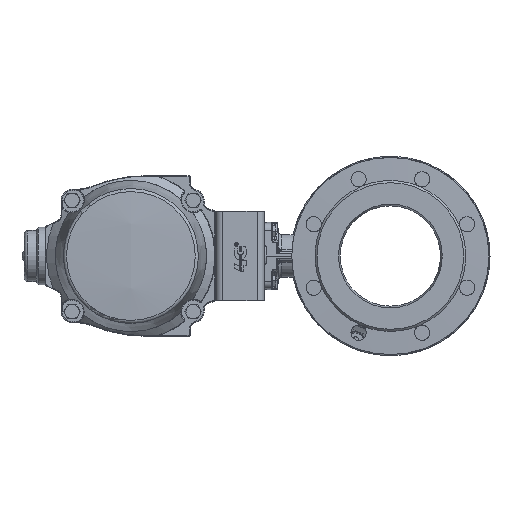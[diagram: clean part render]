
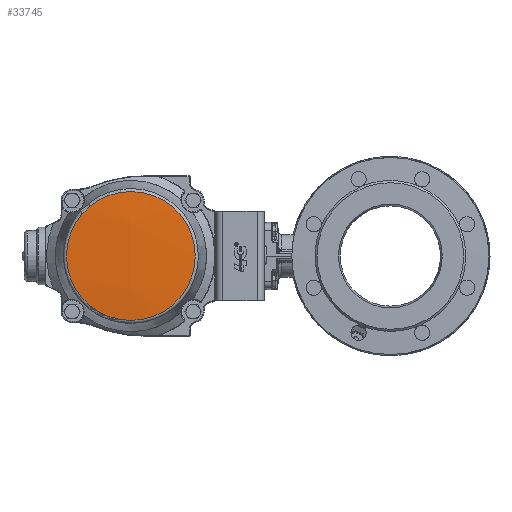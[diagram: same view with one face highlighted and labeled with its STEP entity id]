
A CAD part, left-side view. The second image highlights one B-rep face of the part: STEP entity #33745.
In plain terms, the highlighted spherical face has radius 944.4 mm.
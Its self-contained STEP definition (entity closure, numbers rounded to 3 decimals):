
#6420=SPHERICAL_SURFACE('',#37292,944.4);
#7862=CIRCLE('',#37290,93.016);
#16275=ORIENTED_EDGE('',*,*,#22382,.F.);
#22382=EDGE_CURVE('',#25920,#25920,#7862,.T.);
#25920=VERTEX_POINT('',#91977);
#28681=EDGE_LOOP('',(#16275));
#31217=FACE_BOUND('',#28681,.T.);
#33745=ADVANCED_FACE('',(#31217),#6420,.T.);
#37290=AXIS2_PLACEMENT_3D('',#91976,#44292,#44293);
#37292=AXIS2_PLACEMENT_3D('',#91980,#44296,#44297);
#44292=DIRECTION('',(0.,0.,-1.));
#44293=DIRECTION('',(-1.,0.,0.));
#44296=DIRECTION('',(0.,-1.,0.));
#44297=DIRECTION('',(-1.,0.,0.));
#91976=CARTESIAN_POINT('',(0.,0.,270.108));
#91977=CARTESIAN_POINT('',(-93.016,0.,270.108));
#91980=CARTESIAN_POINT('',(0.,0.,-669.7));
